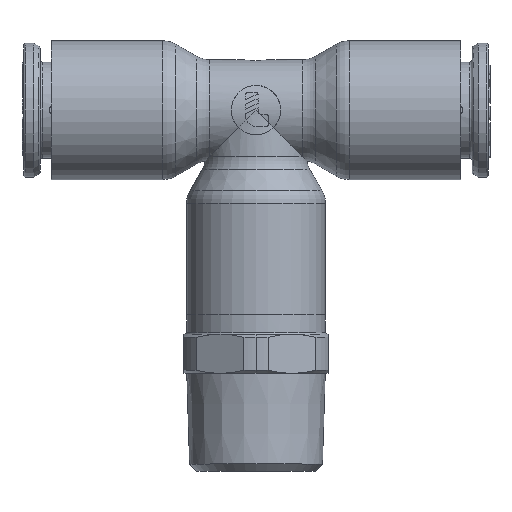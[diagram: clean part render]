
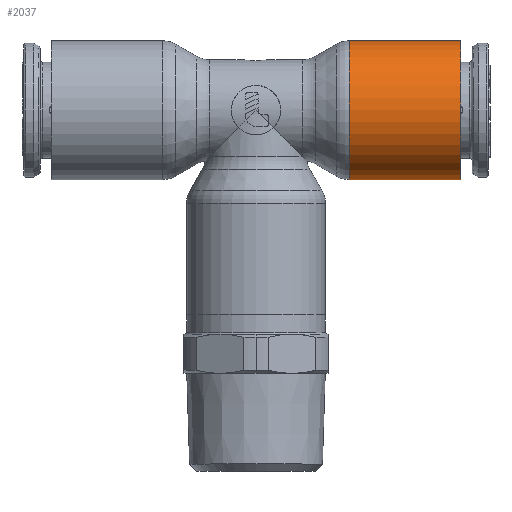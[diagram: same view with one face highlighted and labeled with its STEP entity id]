
A CAD part, top view. The second image highlights one B-rep face of the part: STEP entity #2037.
In plain terms, the highlighted cylindrical face has radius 6.75 mm (diameter 13.5 mm), a partial arc.
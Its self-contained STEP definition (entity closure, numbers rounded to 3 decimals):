
#2037=ADVANCED_FACE('',(#5237),#5238,.T.);
#5237=FACE_OUTER_BOUND('',#10193,.T.);
#5238=CYLINDRICAL_SURFACE('',#10194,6.75);
#10193=EDGE_LOOP('',(#18820,#18821,#18822,#18823));
#10194=AXIS2_PLACEMENT_3D('',#18824,#18825,#18826);
#18820=ORIENTED_EDGE('',*,*,#30294,.T.);
#18821=ORIENTED_EDGE('',*,*,#31155,.T.);
#18822=ORIENTED_EDGE('',*,*,#30296,.T.);
#18823=ORIENTED_EDGE('',*,*,#31156,.T.);
#18824=CARTESIAN_POINT('',(-21.89,0.0,0.0));
#18825=DIRECTION('',(-1.0,-0.0,0.0));
#18826=DIRECTION('',(0.0,-1.0,0.0));
#30294=EDGE_CURVE('',#35910,#35911,#35912,.T.);
#30296=EDGE_CURVE('',#35915,#35913,#35916,.T.);
#31155=EDGE_CURVE('',#35911,#35915,#37412,.T.);
#31156=EDGE_CURVE('',#35913,#35910,#37413,.T.);
#35910=VERTEX_POINT('',#44450);
#35911=VERTEX_POINT('',#44451);
#35912=LINE('',#44452,#44453);
#35913=VERTEX_POINT('',#44454);
#35915=VERTEX_POINT('',#44456);
#35916=LINE('',#44457,#44458);
#37412=CIRCLE('',#47387,6.75);
#37413=CIRCLE('',#47388,6.75);
#44450=CARTESIAN_POINT('',(9.07,-6.75,0.0));
#44451=CARTESIAN_POINT('',(19.9,-6.75,0.0));
#44452=CARTESIAN_POINT('',(14.485,-6.75,0.));
#44453=VECTOR('',#58152,1.0);
#44454=CARTESIAN_POINT('',(9.07,6.75,0.));
#44456=CARTESIAN_POINT('',(19.9,6.75,0.));
#44457=CARTESIAN_POINT('',(14.485,6.75,0.));
#44458=VECTOR('',#58156,1.0);
#47387=AXIS2_PLACEMENT_3D('',#59076,#59077,#59078);
#47388=AXIS2_PLACEMENT_3D('',#59079,#59080,#59081);
#58152=DIRECTION('',(1.0,-0.0,-0.0));
#58156=DIRECTION('',(-1.0,-0.0,-0.0));
#59076=CARTESIAN_POINT('',(19.9,0.0,0.0));
#59077=DIRECTION('',(-1.0,0.0,0.0));
#59078=DIRECTION('',(0.0,1.0,0.0));
#59079=CARTESIAN_POINT('',(9.07,0.0,0.0));
#59080=DIRECTION('',(1.0,0.0,0.0));
#59081=DIRECTION('',(0.0,1.0,0.0));
